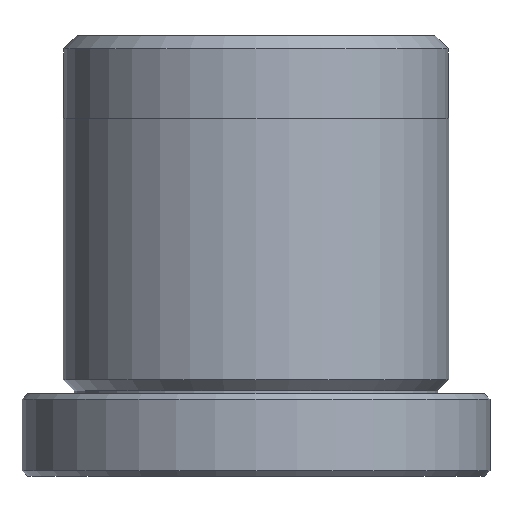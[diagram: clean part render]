
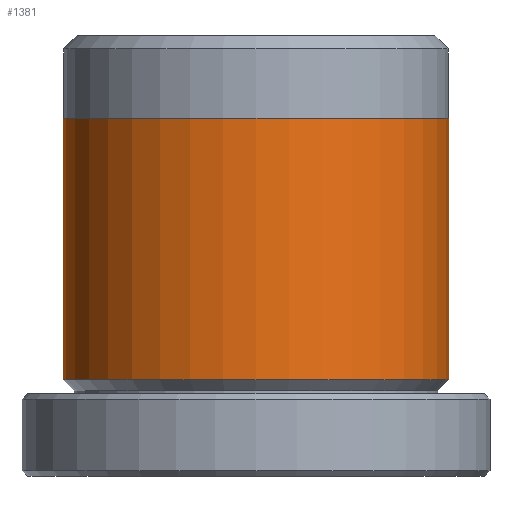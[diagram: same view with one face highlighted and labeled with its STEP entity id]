
A CAD part, front view. The second image highlights one B-rep face of the part: STEP entity #1381.
In plain terms, the highlighted cylindrical face has radius 7 mm (diameter 14 mm), a partial arc.
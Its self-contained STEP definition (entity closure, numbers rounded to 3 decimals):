
#1 = CARTESIAN_POINT ( 'NONE',  ( 0., 0., 13. ) ) ;
#5 = EDGE_CURVE ( 'NONE', #1389, #1572, #1409, .T. ) ;
#116 = EDGE_CURVE ( 'NONE', #1389, #552, #906, .T. ) ;
#181 = DIRECTION ( 'NONE',  ( 0., 0., -1. ) ) ;
#192 = CARTESIAN_POINT ( 'NONE',  ( 0., 0., 3.5 ) ) ;
#211 = EDGE_CURVE ( 'NONE', #1572, #1337, #1819, .T. ) ;
#246 = CARTESIAN_POINT ( 'NONE',  ( 7., 0., 13. ) ) ;
#260 = EDGE_LOOP ( 'NONE', ( #820, #1549, #1589, #901 ) ) ;
#330 = DIRECTION ( 'NONE',  ( -1., 0., 0. ) ) ;
#384 = CARTESIAN_POINT ( 'NONE',  ( -7., 0., 13. ) ) ;
#433 = DIRECTION ( 'NONE',  ( 1., 0., 0. ) ) ;
#494 = CARTESIAN_POINT ( 'NONE',  ( 7., 0., 16. ) ) ;
#523 = CARTESIAN_POINT ( 'NONE',  ( 7., 0., 3.5 ) ) ;
#552 = VERTEX_POINT ( 'NONE', #692 ) ;
#579 = VECTOR ( 'NONE', #181, 1000. ) ;
#665 = DIRECTION ( 'NONE',  ( 0., 0., -1. ) ) ;
#692 = CARTESIAN_POINT ( 'NONE',  ( -7., 0., 3.5 ) ) ;
#705 = VECTOR ( 'NONE', #1055, 1000. ) ;
#820 = ORIENTED_EDGE ( 'NONE', *, *, #211, .F. ) ;
#877 = FACE_OUTER_BOUND ( 'NONE', #260, .T. ) ;
#901 = ORIENTED_EDGE ( 'NONE', *, *, #1757, .F. ) ;
#906 = LINE ( 'NONE', #1456, #579 ) ;
#925 = AXIS2_PLACEMENT_3D ( 'NONE', #192, #1194, #330 ) ;
#1055 = DIRECTION ( 'NONE',  ( 0., 0., -1. ) ) ;
#1078 = AXIS2_PLACEMENT_3D ( 'NONE', #1, #1680, #433 ) ;
#1118 = CIRCLE ( 'NONE', #925, 7. ) ;
#1194 = DIRECTION ( 'NONE',  ( 0., 0., -1. ) ) ;
#1337 = VERTEX_POINT ( 'NONE', #523 ) ;
#1360 = DIRECTION ( 'NONE',  ( -1., 0., 0. ) ) ;
#1381 = ADVANCED_FACE ( 'NONE', ( #877 ), #1530, .T. ) ;
#1389 = VERTEX_POINT ( 'NONE', #384 ) ;
#1409 = CIRCLE ( 'NONE', #1078, 7. ) ;
#1456 = CARTESIAN_POINT ( 'NONE',  ( -7., 0., 16. ) ) ;
#1530 = CYLINDRICAL_SURFACE ( 'NONE', #1827, 7. ) ;
#1549 = ORIENTED_EDGE ( 'NONE', *, *, #5, .F. ) ;
#1572 = VERTEX_POINT ( 'NONE', #246 ) ;
#1589 = ORIENTED_EDGE ( 'NONE', *, *, #116, .T. ) ;
#1680 = DIRECTION ( 'NONE',  ( 0., 0., 1. ) ) ;
#1757 = EDGE_CURVE ( 'NONE', #1337, #552, #1118, .T. ) ;
#1782 = CARTESIAN_POINT ( 'NONE',  ( 0., 0., 16. ) ) ;
#1819 = LINE ( 'NONE', #494, #705 ) ;
#1827 = AXIS2_PLACEMENT_3D ( 'NONE', #1782, #665, #1360 ) ;
